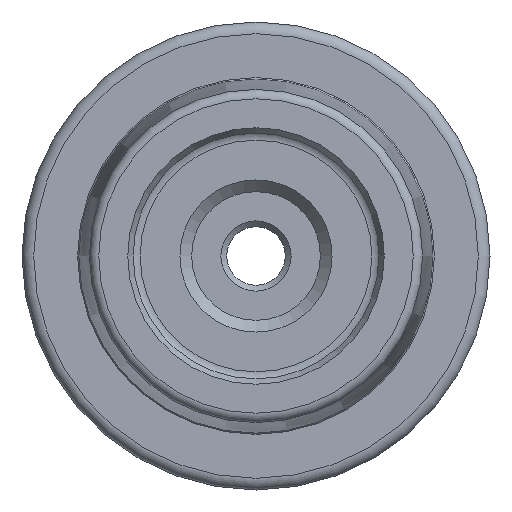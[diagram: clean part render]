
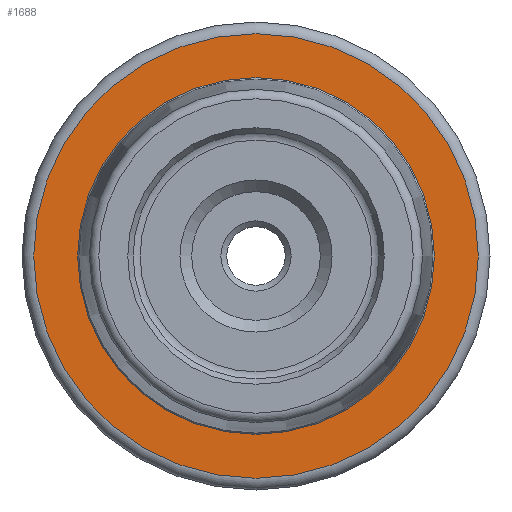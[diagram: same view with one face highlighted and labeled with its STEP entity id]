
A CAD part, left-side view. The second image highlights one B-rep face of the part: STEP entity #1688.
In plain terms, the highlighted planar face has unit normal (-1, 0, 0).
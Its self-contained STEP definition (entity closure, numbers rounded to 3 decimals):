
#57=FACE_BOUND('',#247,.T.);
#76=PLANE('',#1872);
#150=FACE_OUTER_BOUND('',#246,.T.);
#246=EDGE_LOOP('',(#1266,#1267));
#247=EDGE_LOOP('',(#1268,#1269));
#502=CIRCLE('',#1870,15.246);
#503=CIRCLE('',#1871,15.246);
#504=CIRCLE('',#1873,19.);
#505=CIRCLE('',#1874,19.);
#694=VERTEX_POINT('',#2871);
#695=VERTEX_POINT('',#2873);
#696=VERTEX_POINT('',#2877);
#697=VERTEX_POINT('',#2878);
#915=EDGE_CURVE('',#695,#694,#502,.T.);
#916=EDGE_CURVE('',#694,#695,#503,.T.);
#917=EDGE_CURVE('',#696,#697,#504,.T.);
#918=EDGE_CURVE('',#697,#696,#505,.T.);
#1266=ORIENTED_EDGE('',*,*,#917,.F.);
#1267=ORIENTED_EDGE('',*,*,#918,.F.);
#1268=ORIENTED_EDGE('',*,*,#915,.T.);
#1269=ORIENTED_EDGE('',*,*,#916,.T.);
#1688=ADVANCED_FACE('',(#150,#57),#76,.T.);
#1870=AXIS2_PLACEMENT_3D('',#2874,#2274,#2275);
#1871=AXIS2_PLACEMENT_3D('',#2875,#2276,#2277);
#1872=AXIS2_PLACEMENT_3D('',#2876,#2278,#2279);
#1873=AXIS2_PLACEMENT_3D('',#2879,#2280,#2281);
#1874=AXIS2_PLACEMENT_3D('',#2880,#2282,#2283);
#2274=DIRECTION('center_axis',(1.,0.,0.));
#2275=DIRECTION('ref_axis',(0.,0.,-1.));
#2276=DIRECTION('center_axis',(1.,0.,0.));
#2277=DIRECTION('ref_axis',(0.,0.,-1.));
#2278=DIRECTION('center_axis',(-1.,0.,0.));
#2279=DIRECTION('ref_axis',(0.,0.,1.));
#2280=DIRECTION('center_axis',(1.,0.,0.));
#2281=DIRECTION('ref_axis',(0.,0.,-1.));
#2282=DIRECTION('center_axis',(1.,0.,0.));
#2283=DIRECTION('ref_axis',(0.,0.,-1.));
#2871=CARTESIAN_POINT('',(0.,0.,15.246));
#2873=CARTESIAN_POINT('',(0.,15.246,0.));
#2874=CARTESIAN_POINT('Origin',(0.,0.,0.));
#2875=CARTESIAN_POINT('Origin',(0.,0.,0.));
#2876=CARTESIAN_POINT('Origin',(0.,19.,0.));
#2877=CARTESIAN_POINT('',(0.,19.,0.));
#2878=CARTESIAN_POINT('',(0.,0.,19.));
#2879=CARTESIAN_POINT('Origin',(0.,0.,0.));
#2880=CARTESIAN_POINT('Origin',(0.,0.,0.));
